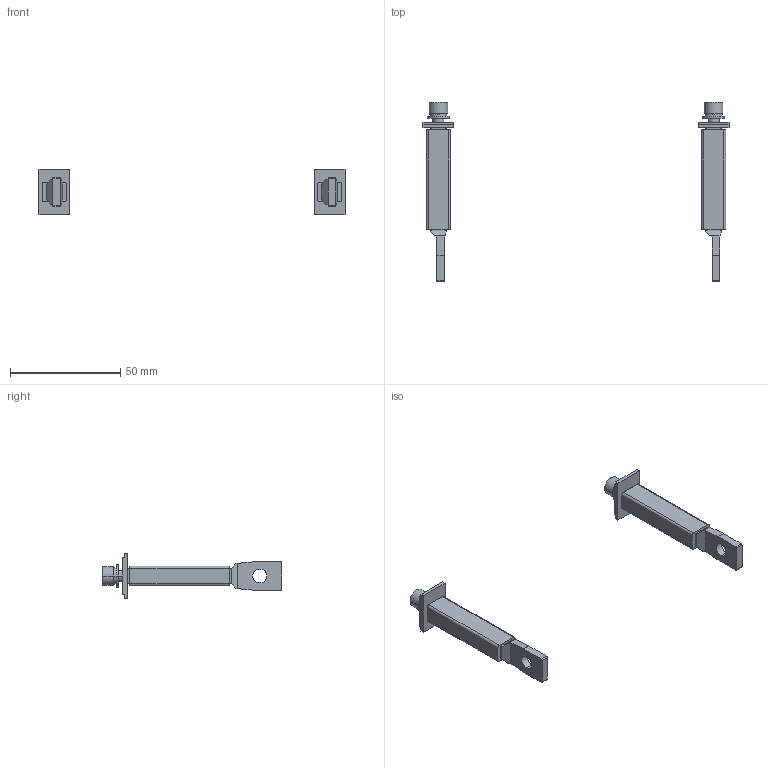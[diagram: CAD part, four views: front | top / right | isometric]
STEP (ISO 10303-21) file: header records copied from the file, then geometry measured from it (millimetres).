
FILE_DESCRIPTION((''),'2;1');
FILE_NAME('ASM0268_ASM','2021-09-08T13:58:46',('zhxmin'),(''),'CREO PARAMETRIC BY PTC INC, 2018020','CREO PARAMETRIC BY PTC INC, 2018020','');
FILE_SCHEMA(('CONFIG_CONTROL_DESIGN','SHAPE_APPEARANCE_LAYERS_GROUPS'));
Length unit declared in the file: metre
Products named in the file (20): 8-561-019-2_QUILT_1-149751_1__1; 8-775-107-2-149841_1_1_1; 8-950-169-150087_1_1_1; M5X20_GB70_SOLID_1-150298_1_1_1; M5X20_GB70_QUILT_1-150837_1_1_1; D5_GB93-150915_1_1_1; D5_GB97_1-151081_1_1_1; 8-561-019-2_QUILT_1-155844_1__1; 8-775-107-2-155934_1_1_1; 8-950-169-156180_1_1_1; M5X20_GB70_SOLID_1-156391_1_1_1; M5X20_GB70_QUILT_1-156930_1_1_1; D5_GB93-157008_1_1_1; D5_GB97_1-157174_1_1_1; 8-561-019-2_SOLID_1-1552-2231_4; 8-561-019-2_SOLID_1-1552-2256_4; NM8-1000001_ASM_1_ASM_1_1_ASM; NM8-100_3P__ASM_1_ASM_1_1_ASM; TCV21-M8_3P_ASM_1_1_ASM; ASM0268_ASM
Assembly tree (19 placements, depth 5):
  ASM0268_ASM
    TCV21-M8_3P_ASM_1_1_ASM
      NM8-100_3P__ASM_1_ASM_1_1_ASM
        NM8-1000001_ASM_1_ASM_1_1_ASM
          8-561-019-2_QUILT_1-149751_1__1
          8-775-107-2-149841_1_1_1
          8-950-169-150087_1_1_1
          M5X20_GB70_SOLID_1-150298_1_1_1
          M5X20_GB70_QUILT_1-150837_1_1_1
          D5_GB93-150915_1_1_1
          D5_GB97_1-151081_1_1_1
          8-561-019-2_QUILT_1-155844_1__1
          8-775-107-2-155934_1_1_1
          8-950-169-156180_1_1_1
          M5X20_GB70_SOLID_1-156391_1_1_1
          M5X20_GB70_QUILT_1-156930_1_1_1
          D5_GB93-157008_1_1_1
          D5_GB97_1-157174_1_1_1
          8-561-019-2_SOLID_1-1552-2231_4
          8-561-019-2_SOLID_1-1552-2256_4
Bounding box: 139 x 81.5 x 20.5 mm (x, y, z)
Volume: 12953.9 mm3; surface area: 15234.7 mm2
Topology: 12 solids, 16 shells, 216 faces, 516 edges, 324 vertices
Faces by surface type: plane 116, cylinder 72, cone 28
Entity records: 7760 total; most frequent: CARTESIAN_POINT 1357, DIRECTION 1186, ORIENTED_EDGE 1000, EDGE_CURVE 508, AXIS2_PLACEMENT_3D 445, VERTEX_POINT 324, VECTOR 296, LINE 296
